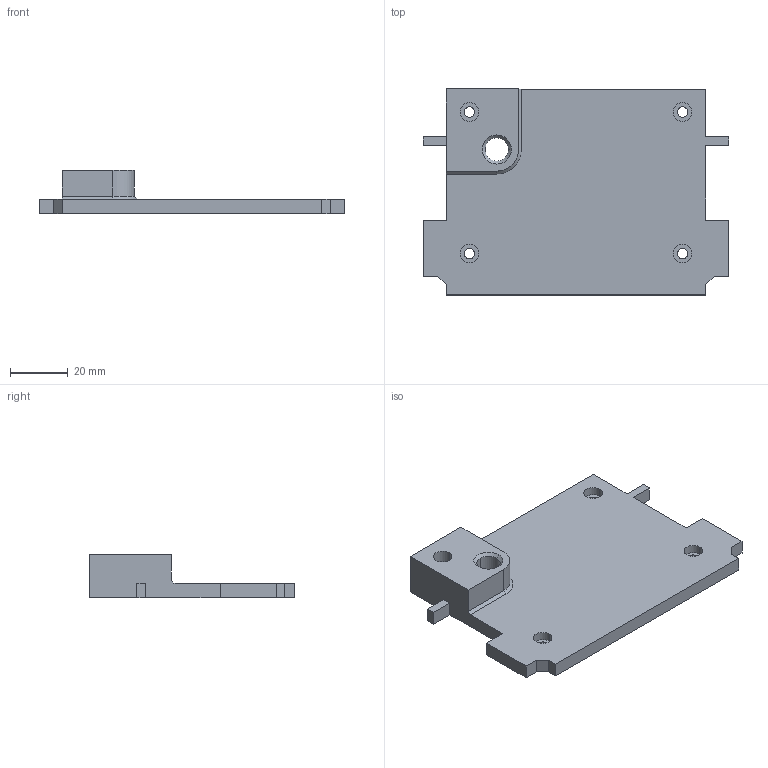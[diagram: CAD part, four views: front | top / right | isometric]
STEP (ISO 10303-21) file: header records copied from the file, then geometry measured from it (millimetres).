
FILE_DESCRIPTION (( 'STEP AP203' ), '1' );
FILE_NAME ('1Z y-axis-drive housing-cover.STEP', '2018-02-12T13:23:34', ( '' ), ( '' ), 'SwSTEP 2.0', 'SolidWorks 2017', '' );
FILE_SCHEMA (( 'CONFIG_CONTROL_DESIGN' ));
Length unit declared in the file: millimetre
Products named in the file (1): 1Z y-axis-drive housing-cover
Bounding box: 106 x 71.5 x 15 mm (x, y, z)
Volume: 39448.1 mm3; surface area: 17257.1 mm2
Topology: 1 solids, 1 shells, 55 faces, 145 edges, 96 vertices
Faces by surface type: plane 33, cylinder 19, cone 3
Entity records: 1803 total; most frequent: DIRECTION 300, CARTESIAN_POINT 297, ORIENTED_EDGE 290, EDGE_CURVE 145, VECTOR 102, LINE 102, AXIS2_PLACEMENT_3D 99, VERTEX_POINT 96
